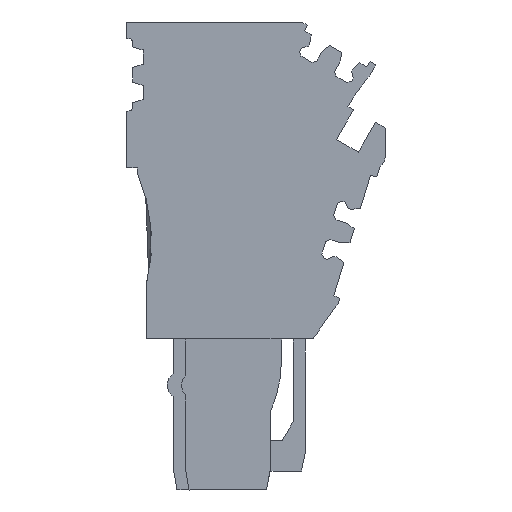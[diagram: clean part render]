
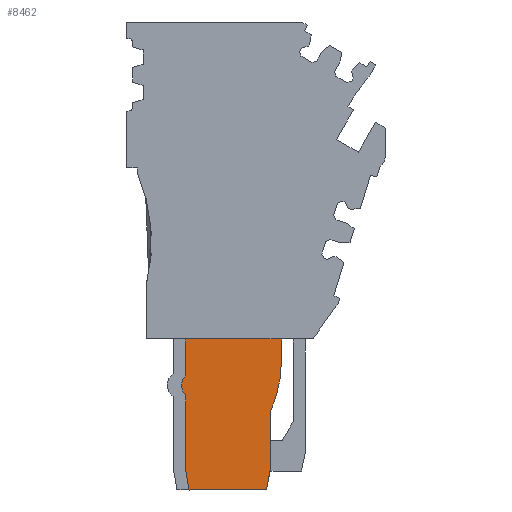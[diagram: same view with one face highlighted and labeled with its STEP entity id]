
A CAD part, left-side view. The second image highlights one B-rep face of the part: STEP entity #8462.
In plain terms, the highlighted planar face has unit normal (-1, 0, 0).
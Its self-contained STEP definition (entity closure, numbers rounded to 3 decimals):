
#8387=AXIS2_PLACEMENT_3D('Plane Axis2P3D',#8384,#8385,#8386) ;
#8400=AXIS2_PLACEMENT_3D('Circle Axis2P3D',#8398,#8399,$) ;
#8442=AXIS2_PLACEMENT_3D('Circle Axis2P3D',#8440,#8441,$) ;
#8362=CARTESIAN_POINT('Vertex',(0.7,9.05,13.15)) ;
#8365=CARTESIAN_POINT('Line Origine',(0.7,9.05,12.244)) ;
#8369=CARTESIAN_POINT('Vertex',(0.7,9.05,11.337)) ;
#8384=CARTESIAN_POINT('Axis2P3D Location',(0.7,20.086,11.345)) ;
#8389=CARTESIAN_POINT('Line Origine',(0.7,17.4,11.561)) ;
#8393=CARTESIAN_POINT('Vertex',(0.7,17.4,13.15)) ;
#8395=CARTESIAN_POINT('Vertex',(0.7,17.4,9.972)) ;
#8398=CARTESIAN_POINT('Axis2P3D Location',(0.7,16.55,9.125)) ;
#8402=CARTESIAN_POINT('Vertex',(0.7,17.4,8.278)) ;
#8405=CARTESIAN_POINT('Line Origine',(0.7,17.4,4.972)) ;
#8409=CARTESIAN_POINT('Vertex',(0.7,17.4,1.666)) ;
#8412=CARTESIAN_POINT('Line Origine',(0.7,17.253,0.833)) ;
#8416=CARTESIAN_POINT('Vertex',(0.7,17.106,0.)) ;
#8419=CARTESIAN_POINT('Line Origine',(0.7,13.728,0.)) ;
#8423=CARTESIAN_POINT('Vertex',(0.7,10.35,0.)) ;
#8426=CARTESIAN_POINT('Line Origine',(0.7,10.2,0.851)) ;
#8430=CARTESIAN_POINT('Vertex',(0.7,10.05,1.701)) ;
#8433=CARTESIAN_POINT('Line Origine',(0.7,10.05,4.228)) ;
#8437=CARTESIAN_POINT('Vertex',(0.7,10.05,6.755)) ;
#8440=CARTESIAN_POINT('Axis2P3D Location',(0.7,20.086,11.345)) ;
#8445=CARTESIAN_POINT('Line Origine',(0.7,13.225,13.15)) ;
#8366=DIRECTION('Vector Direction',(0.,0.,-1.)) ;
#8385=DIRECTION('Axis2P3D Direction',(1.,0.,0.)) ;
#8386=DIRECTION('Axis2P3D XDirection',(0.,0.,-1.)) ;
#8390=DIRECTION('Vector Direction',(0.,0.,-1.)) ;
#8399=DIRECTION('Axis2P3D Direction',(1.,0.,0.)) ;
#8406=DIRECTION('Vector Direction',(0.,0.,-1.)) ;
#8413=DIRECTION('Vector Direction',(0.,-0.174,-0.985)) ;
#8420=DIRECTION('Vector Direction',(0.,1.,0.)) ;
#8427=DIRECTION('Vector Direction',(0.,0.174,-0.985)) ;
#8434=DIRECTION('Vector Direction',(0.,0.,-1.)) ;
#8441=DIRECTION('Axis2P3D Direction',(1.,0.,0.)) ;
#8446=DIRECTION('Vector Direction',(0.,1.,0.)) ;
#8367=VECTOR('Line Direction',#8366,1.) ;
#8391=VECTOR('Line Direction',#8390,1.) ;
#8407=VECTOR('Line Direction',#8406,1.) ;
#8414=VECTOR('Line Direction',#8413,1.) ;
#8421=VECTOR('Line Direction',#8420,1.) ;
#8428=VECTOR('Line Direction',#8427,1.) ;
#8435=VECTOR('Line Direction',#8434,1.) ;
#8447=VECTOR('Line Direction',#8446,1.) ;
#8451=ORIENTED_EDGE('',*,*,#8397,.T.) ;
#8452=ORIENTED_EDGE('',*,*,#8404,.F.) ;
#8453=ORIENTED_EDGE('',*,*,#8411,.T.) ;
#8454=ORIENTED_EDGE('',*,*,#8418,.T.) ;
#8455=ORIENTED_EDGE('',*,*,#8425,.F.) ;
#8456=ORIENTED_EDGE('',*,*,#8432,.F.) ;
#8457=ORIENTED_EDGE('',*,*,#8439,.F.) ;
#8458=ORIENTED_EDGE('',*,*,#8444,.F.) ;
#8459=ORIENTED_EDGE('',*,*,#8371,.F.) ;
#8460=ORIENTED_EDGE('',*,*,#8449,.T.) ;
#8462=ADVANCED_FACE('V1',(#8461),#8388,.F.) ;
#8401=CIRCLE('generated circle',#8400,1.2) ;
#8443=CIRCLE('generated circle',#8442,11.036) ;
#8371=EDGE_CURVE('',#8363,#8370,#8368,.T.) ;
#8397=EDGE_CURVE('',#8394,#8396,#8392,.T.) ;
#8404=EDGE_CURVE('',#8403,#8396,#8401,.T.) ;
#8411=EDGE_CURVE('',#8403,#8410,#8408,.T.) ;
#8418=EDGE_CURVE('',#8410,#8417,#8415,.T.) ;
#8425=EDGE_CURVE('',#8424,#8417,#8422,.T.) ;
#8432=EDGE_CURVE('',#8431,#8424,#8429,.T.) ;
#8439=EDGE_CURVE('',#8438,#8431,#8436,.T.) ;
#8444=EDGE_CURVE('',#8370,#8438,#8443,.T.) ;
#8449=EDGE_CURVE('',#8363,#8394,#8448,.T.) ;
#8450=EDGE_LOOP('',(#8451,#8452,#8453,#8454,#8455,#8456,#8457,#8458,#8459,#8460)) ;
#8461=FACE_OUTER_BOUND('',#8450,.T.) ;
#8368=LINE('Line',#8365,#8367) ;
#8392=LINE('Line',#8389,#8391) ;
#8408=LINE('Line',#8405,#8407) ;
#8415=LINE('Line',#8412,#8414) ;
#8422=LINE('Line',#8419,#8421) ;
#8429=LINE('Line',#8426,#8428) ;
#8436=LINE('Line',#8433,#8435) ;
#8448=LINE('Line',#8445,#8447) ;
#8388=PLANE('',#8387) ;
#8363=VERTEX_POINT('',#8362) ;
#8370=VERTEX_POINT('',#8369) ;
#8394=VERTEX_POINT('',#8393) ;
#8396=VERTEX_POINT('',#8395) ;
#8403=VERTEX_POINT('',#8402) ;
#8410=VERTEX_POINT('',#8409) ;
#8417=VERTEX_POINT('',#8416) ;
#8424=VERTEX_POINT('',#8423) ;
#8431=VERTEX_POINT('',#8430) ;
#8438=VERTEX_POINT('',#8437) ;
